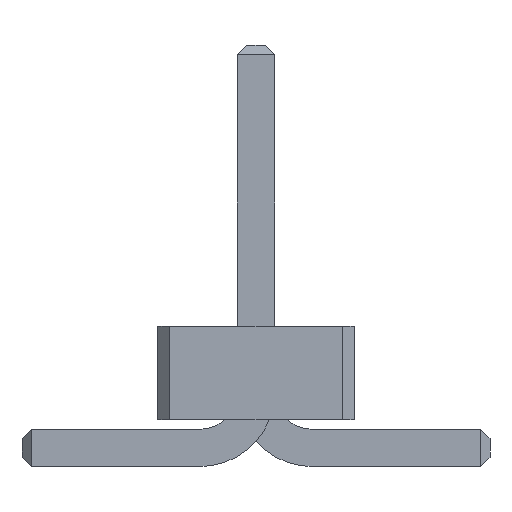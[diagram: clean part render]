
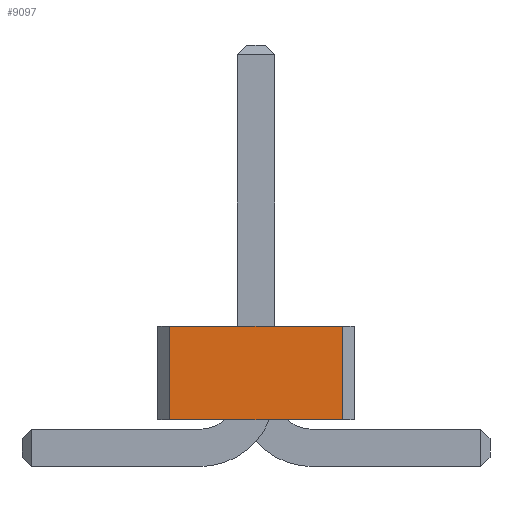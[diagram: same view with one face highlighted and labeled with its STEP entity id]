
A CAD part, front view. The second image highlights one B-rep face of the part: STEP entity #9097.
In plain terms, the highlighted planar face has unit normal (0, -1, 0).
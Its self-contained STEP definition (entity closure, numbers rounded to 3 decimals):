
#887 = VERTEX_POINT('',#888);
#888 = CARTESIAN_POINT('',(0.923,-21.59,0.5));
#894 = EDGE_CURVE('',#895,#887,#897,.T.);
#895 = VERTEX_POINT('',#896);
#896 = CARTESIAN_POINT('',(-0.923,-21.59,0.5));
#897 = LINE('',#898,#899);
#898 = CARTESIAN_POINT('',(-1.05,-21.59,0.5));
#899 = VECTOR('',#900,1.);
#900 = DIRECTION('',(1.,0.,0.));
#3715 = VERTEX_POINT('',#3716);
#3716 = CARTESIAN_POINT('',(-0.923,-21.59,1.5));
#3722 = EDGE_CURVE('',#3715,#3723,#3725,.T.);
#3723 = VERTEX_POINT('',#3724);
#3724 = CARTESIAN_POINT('',(0.923,-21.59,1.5));
#3725 = LINE('',#3726,#3727);
#3726 = CARTESIAN_POINT('',(-1.05,-21.59,1.5));
#3727 = VECTOR('',#3728,1.);
#3728 = DIRECTION('',(1.,0.,0.));
#9087 = EDGE_CURVE('',#895,#3715,#9088,.T.);
#9088 = LINE('',#9089,#9090);
#9089 = CARTESIAN_POINT('',(-0.923,-21.59,0.5));
#9090 = VECTOR('',#9091,1.);
#9091 = DIRECTION('',(0.,0.,1.));
#9097 = ADVANCED_FACE('',(#9098),#9109,.F.);
#9098 = FACE_BOUND('',#9099,.F.);
#9099 = EDGE_LOOP('',(#9100,#9101,#9102,#9103));
#9100 = ORIENTED_EDGE('',*,*,#894,.F.);
#9101 = ORIENTED_EDGE('',*,*,#9087,.T.);
#9102 = ORIENTED_EDGE('',*,*,#3722,.T.);
#9103 = ORIENTED_EDGE('',*,*,#9104,.F.);
#9104 = EDGE_CURVE('',#887,#3723,#9105,.T.);
#9105 = LINE('',#9106,#9107);
#9106 = CARTESIAN_POINT('',(0.923,-21.59,0.5));
#9107 = VECTOR('',#9108,1.);
#9108 = DIRECTION('',(0.,0.,1.));
#9109 = PLANE('',#9110);
#9110 = AXIS2_PLACEMENT_3D('',#9111,#9112,#9113);
#9111 = CARTESIAN_POINT('',(-1.05,-21.59,0.5));
#9112 = DIRECTION('',(0.,1.,0.));
#9113 = DIRECTION('',(1.,0.,0.));
